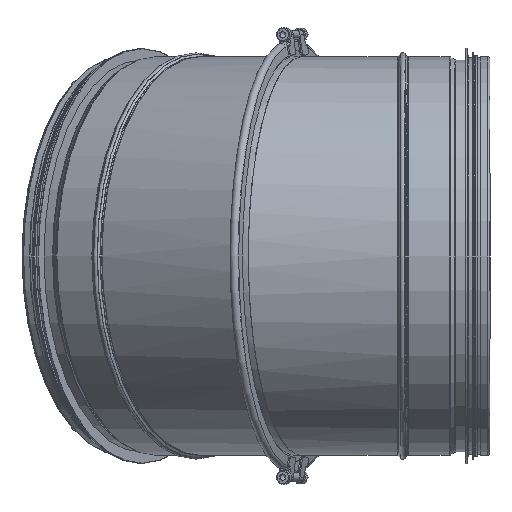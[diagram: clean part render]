
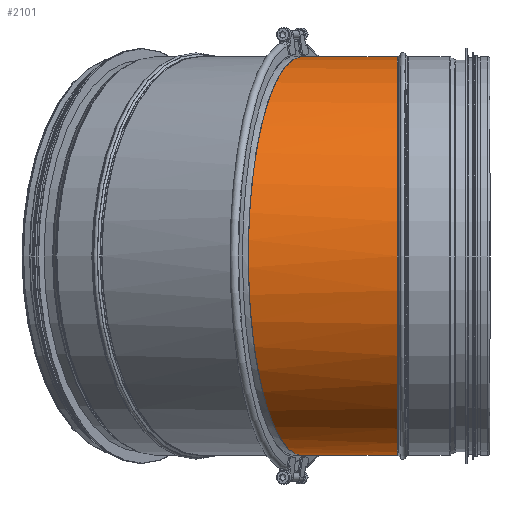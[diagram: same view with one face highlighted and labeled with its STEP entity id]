
A CAD part, left-side view. The second image highlights one B-rep face of the part: STEP entity #2101.
In plain terms, the highlighted cylindrical face has radius 124.45 mm (diameter 248.9 mm), a full revolution.
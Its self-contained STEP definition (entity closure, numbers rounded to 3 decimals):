
#702=CARTESIAN_POINT('',(124.45,84.307,0.0));
#703=VERTEX_POINT('',#702);
#711=CARTESIAN_POINT('',(124.45,84.307,-0.002));
#712=VERTEX_POINT('',#711);
#719=CARTESIAN_POINT('',(0.,117.654,-124.45));
#720=VERTEX_POINT('',#719);
#721=CARTESIAN_POINT('',(0.,117.654,0.0));
#722=DIRECTION('',(-0.259,-0.966,0.0));
#723=DIRECTION('',(0.966,-0.259,0.0));
#724=AXIS2_PLACEMENT_3D('',#721,#722,#723);
#725=ELLIPSE('',#724,128.84,124.45);
#726=EDGE_CURVE('',#720,#712,#725,.T.);
#728=CARTESIAN_POINT('',(0.,117.654,124.45));
#729=VERTEX_POINT('',#728);
#730=CARTESIAN_POINT('',(0.,117.654,0.0));
#731=DIRECTION('',(-0.259,-0.966,0.0));
#732=DIRECTION('',(0.966,-0.259,0.0));
#733=AXIS2_PLACEMENT_3D('',#730,#731,#732);
#734=ELLIPSE('',#733,128.84,124.45);
#735=EDGE_CURVE('',#729,#720,#734,.T.);
#737=CARTESIAN_POINT('',(0.,117.654,0.0));
#738=DIRECTION('',(-0.259,-0.966,0.0));
#739=DIRECTION('',(0.966,-0.259,0.0));
#740=AXIS2_PLACEMENT_3D('',#737,#738,#739);
#741=ELLIPSE('',#740,128.84,124.45);
#742=EDGE_CURVE('',#703,#729,#741,.T.);
#890=CARTESIAN_POINT('',(124.45,58.,0.0));
#891=VERTEX_POINT('',#890);
#892=CARTESIAN_POINT('',(124.45,58.,0.0));
#893=DIRECTION('',(0.0,1.0,0.0));
#894=VECTOR('',#893,26.307);
#895=LINE('',#892,#894);
#896=EDGE_CURVE('',#891,#703,#895,.T.);
#946=CARTESIAN_POINT('',(124.45,58.,-0.002));
#947=VERTEX_POINT('',#946);
#1789=CARTESIAN_POINT('',(124.45,84.307,-0.002));
#1790=DIRECTION('',(0.0,-1.0,0.0));
#1791=VECTOR('',#1790,26.307);
#1792=LINE('',#1789,#1791);
#1793=EDGE_CURVE('',#712,#947,#1792,.T.);
#2082=CARTESIAN_POINT('',(0.,71.947,0.0));
#2083=DIRECTION('',(0.,-1.0,0.0));
#2084=DIRECTION('',(1.0,0.0,0.0));
#2085=AXIS2_PLACEMENT_3D('',#2082,#2083,#2084);
#2086=CYLINDRICAL_SURFACE('',#2085,124.45);
#2087=ORIENTED_EDGE('',*,*,#742,.T.);
#2088=ORIENTED_EDGE('',*,*,#735,.T.);
#2089=ORIENTED_EDGE('',*,*,#726,.T.);
#2090=ORIENTED_EDGE('',*,*,#1793,.T.);
#2091=CARTESIAN_POINT('',(0.,58.,0.0));
#2092=DIRECTION('',(0.0,-1.0,0.0));
#2093=DIRECTION('',(1.0,0.0,0.0));
#2094=AXIS2_PLACEMENT_3D('',#2091,#2092,#2093);
#2095=CIRCLE('',#2094,124.45);
#2096=EDGE_CURVE('',#891,#947,#2095,.T.);
#2097=ORIENTED_EDGE('',*,*,#2096,.F.);
#2098=ORIENTED_EDGE('',*,*,#896,.T.);
#2099=EDGE_LOOP('',(#2087,#2088,#2089,#2090,#2097,#2098));
#2100=FACE_OUTER_BOUND('',#2099,.T.);
#2101=ADVANCED_FACE('',(#2100),#2086,.T.);
